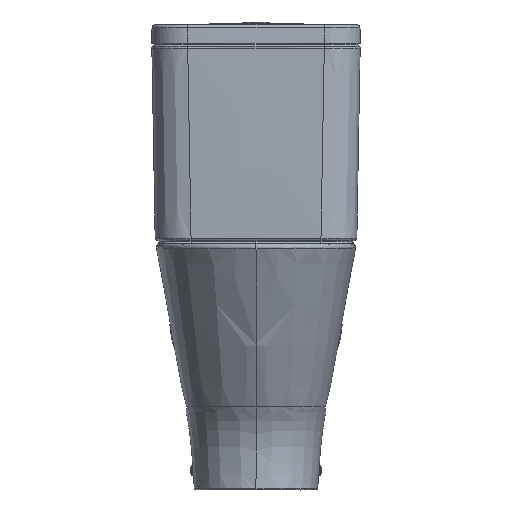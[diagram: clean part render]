
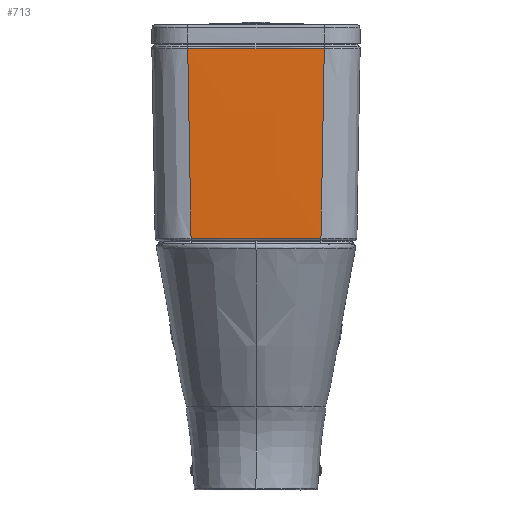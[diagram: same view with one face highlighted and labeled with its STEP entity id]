
A CAD part, front view. The second image highlights one B-rep face of the part: STEP entity #713.
In plain terms, the highlighted free-form (B-spline) face has degree [3, 3] with [4, 4] control points.
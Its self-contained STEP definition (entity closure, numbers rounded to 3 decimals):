
#713=ADVANCED_FACE('',(#3580),#43045,.T.);
#3580=FACE_OUTER_BOUND('',#6354,.T.);
#6354=EDGE_LOOP('',(#9293,#9294,#9295,#9296));
#9293=ORIENTED_EDGE('',*,*,#22936,.F.);
#9294=ORIENTED_EDGE('',*,*,#22947,.F.);
#9295=ORIENTED_EDGE('',*,*,#22941,.F.);
#9296=ORIENTED_EDGE('',*,*,#22946,.T.);
#22936=EDGE_CURVE('',#37824,#37823,#33256,.T.);
#22941=EDGE_CURVE('',#37828,#37827,#33258,.T.);
#22946=EDGE_CURVE('',#37828,#37823,#30339,.T.);
#22947=EDGE_CURVE('',#37827,#37824,#30340,.T.);
#30339=(
BOUNDED_CURVE()
B_SPLINE_CURVE(3,(#59884,#59885,#59886,#59887),.UNSPECIFIED.,.F.,.F.)
B_SPLINE_CURVE_WITH_KNOTS((4,4),(-1.,0.),.UNSPECIFIED.)
CURVE()
GEOMETRIC_REPRESENTATION_ITEM()
RATIONAL_B_SPLINE_CURVE((1.,1.,1.,1.))
REPRESENTATION_ITEM('')
);
#30340=(
BOUNDED_CURVE()
B_SPLINE_CURVE(3,(#59888,#59889,#59890,#59891),.UNSPECIFIED.,.F.,.F.)
B_SPLINE_CURVE_WITH_KNOTS((4,4),(0.,1.),.UNSPECIFIED.)
CURVE()
GEOMETRIC_REPRESENTATION_ITEM()
RATIONAL_B_SPLINE_CURVE((1.,1.,1.,1.))
REPRESENTATION_ITEM('')
);
#33256=B_SPLINE_CURVE_WITH_KNOTS('',3,(#59751,#59752,#59753,#59754,#59755,
#59756,#59757,#59758,#59759,#59760),.UNSPECIFIED.,.F.,.F.,(4,2,2,2,4),(2.,
2.269,2.308,2.616,3.),.UNSPECIFIED.);
#33258=B_SPLINE_CURVE_WITH_KNOTS('',3,(#59829,#59830,#59831,#59832,#59833,
#59834,#59835,#59836,#59837,#59838),.UNSPECIFIED.,.F.,.F.,(4,2,2,2,4),(4.,
4.267,4.308,4.616,5.),.UNSPECIFIED.);
#37823=VERTEX_POINT('',#59230);
#37824=VERTEX_POINT('',#59231);
#37827=VERTEX_POINT('',#59234);
#37828=VERTEX_POINT('',#59235);
#43045=(
BOUNDED_SURFACE()
B_SPLINE_SURFACE(3,3,((#47038,#47039,#47040,#47041),(#47042,#47043,#47044,
#47045),(#47046,#47047,#47048,#47049),(#47050,#47051,#47052,#47053)),
 .UNSPECIFIED.,.F.,.F.,.F.)
B_SPLINE_SURFACE_WITH_KNOTS((4,4),(4,4),(0.168,0.832),
(0.03,0.976),.UNSPECIFIED.)
GEOMETRIC_REPRESENTATION_ITEM()
RATIONAL_B_SPLINE_SURFACE(((1.,1.,1.,1.),(1.,1.,1.,1.),(1.,1.,1.,1.),(1.,
1.,1.,1.)))
REPRESENTATION_ITEM('')
SURFACE()
);
#47038=CARTESIAN_POINT('',(123.409,-151.464,790.354));
#47039=CARTESIAN_POINT('',(122.095,-148.996,676.866));
#47040=CARTESIAN_POINT('',(120.781,-146.527,563.378));
#47041=CARTESIAN_POINT('',(119.467,-144.059,449.89));
#47042=CARTESIAN_POINT('',(41.145,-152.636,790.354));
#47043=CARTESIAN_POINT('',(40.707,-150.155,676.866));
#47044=CARTESIAN_POINT('',(40.268,-147.675,563.379));
#47045=CARTESIAN_POINT('',(39.83,-145.194,449.891));
#47046=CARTESIAN_POINT('',(-41.145,-152.636,790.354));
#47047=CARTESIAN_POINT('',(-40.707,-150.155,676.866));
#47048=CARTESIAN_POINT('',(-40.268,-147.675,563.379));
#47049=CARTESIAN_POINT('',(-39.83,-145.194,449.891));
#47050=CARTESIAN_POINT('',(-123.409,-151.464,790.354));
#47051=CARTESIAN_POINT('',(-122.095,-148.996,676.866));
#47052=CARTESIAN_POINT('',(-120.781,-146.527,563.378));
#47053=CARTESIAN_POINT('',(-119.467,-144.059,449.89));
#59230=CARTESIAN_POINT('',(115.999,-144.108,449.89));
#59231=CARTESIAN_POINT('',(121.923,-151.441,788.323));
#59234=CARTESIAN_POINT('',(-121.923,-151.441,788.323));
#59235=CARTESIAN_POINT('',(-115.999,-144.108,449.89));
#59751=CARTESIAN_POINT('',(121.923,-151.441,788.323));
#59752=CARTESIAN_POINT('',(121.391,-150.783,757.981));
#59753=CARTESIAN_POINT('',(120.86,-150.126,727.638));
#59754=CARTESIAN_POINT('',(120.252,-149.373,692.891));
#59755=CARTESIAN_POINT('',(120.175,-149.278,688.486));
#59756=CARTESIAN_POINT('',(119.49,-148.429,649.335));
#59757=CARTESIAN_POINT('',(118.882,-147.676,614.587));
#59758=CARTESIAN_POINT('',(117.516,-145.985,536.524));
#59759=CARTESIAN_POINT('',(116.757,-145.046,493.207));
#59760=CARTESIAN_POINT('',(115.999,-144.108,449.89));
#59829=CARTESIAN_POINT('',(-115.999,-144.108,449.89));
#59830=CARTESIAN_POINT('',(-116.527,-144.761,480.064));
#59831=CARTESIAN_POINT('',(-117.056,-145.415,510.237));
#59832=CARTESIAN_POINT('',(-117.664,-146.168,544.984));
#59833=CARTESIAN_POINT('',(-117.744,-146.267,549.558));
#59834=CARTESIAN_POINT('',(-118.432,-147.119,588.879));
#59835=CARTESIAN_POINT('',(-119.04,-147.872,623.627));
#59836=CARTESIAN_POINT('',(-120.406,-149.564,701.69));
#59837=CARTESIAN_POINT('',(-121.164,-150.502,745.007));
#59838=CARTESIAN_POINT('',(-121.923,-151.441,788.323));
#59884=CARTESIAN_POINT('',(-115.999,-144.108,449.89));
#59885=CARTESIAN_POINT('',(-38.672,-145.177,449.891));
#59886=CARTESIAN_POINT('',(38.67,-145.177,449.891));
#59887=CARTESIAN_POINT('',(115.999,-144.108,449.89));
#59888=CARTESIAN_POINT('',(-121.923,-151.441,788.323));
#59889=CARTESIAN_POINT('',(-40.646,-152.585,788.323));
#59890=CARTESIAN_POINT('',(40.646,-152.585,788.323));
#59891=CARTESIAN_POINT('',(121.923,-151.441,788.323));
